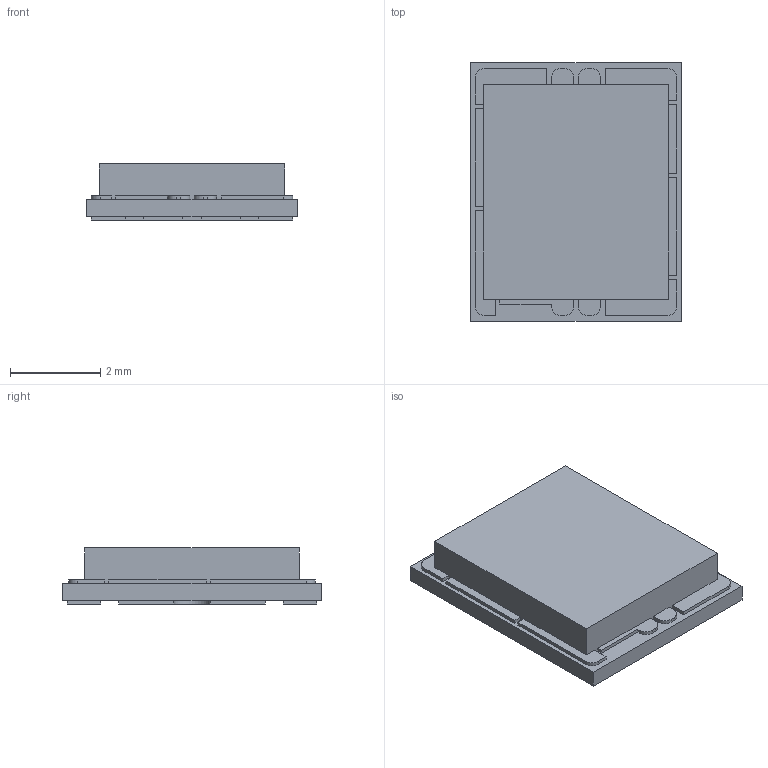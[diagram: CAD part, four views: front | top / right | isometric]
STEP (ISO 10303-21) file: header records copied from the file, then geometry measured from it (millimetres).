
FILE_DESCRIPTION(/* description */ (''),/* implementation_level */ '2;1');
FILE_NAME(/* name */ 'LED_LERTDCY_S2WN.step',/* time_stamp */ '2024-05-05T17:12:35+02:00',/* author */ (''),/* organization */ (''),/* preprocessor_version */ 'ST-DEVELOPER v20',/* originating_system */ 'Autodesk Translation Framework v12.20.1.177',/* authorisation */ '');
FILE_SCHEMA (('AUTOMOTIVE_DESIGN { 1 0 10303 214 3 1 1 }'));
Length unit declared in the file: millimetre
Products named in the file (2): LED_LERTDCY_S2WN; LERTDCY_S2WN_20180705_geometry v1
Assembly tree (1 placements, depth 2):
  LED_LERTDCY_S2WN
    LERTDCY_S2WN_20180705_geometry v1
Bounding box: 4.68 x 5.75 x 1.25 mm (x, y, z)
Volume: 27.6 mm3; surface area: 79.6 mm2
Topology: 1 solids, 1 shells, 120 faces, 324 edges, 216 vertices
Faces by surface type: plane 107, cylinder 13
Entity records: 3803 total; most frequent: CARTESIAN_POINT 663, ORIENTED_EDGE 648, DIRECTION 596, EDGE_CURVE 324, LINE 298, VECTOR 298, VERTEX_POINT 216, AXIS2_PLACEMENT_3D 149
